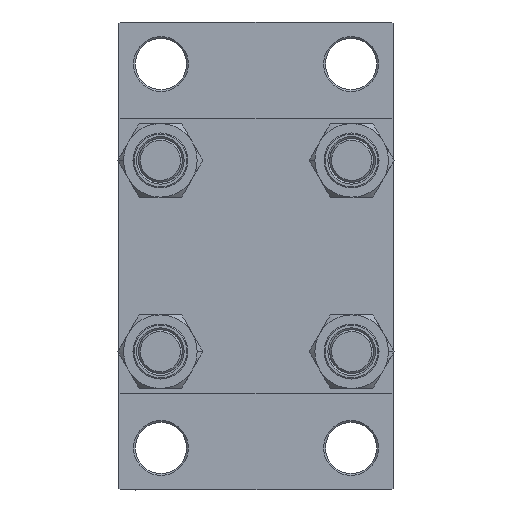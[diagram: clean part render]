
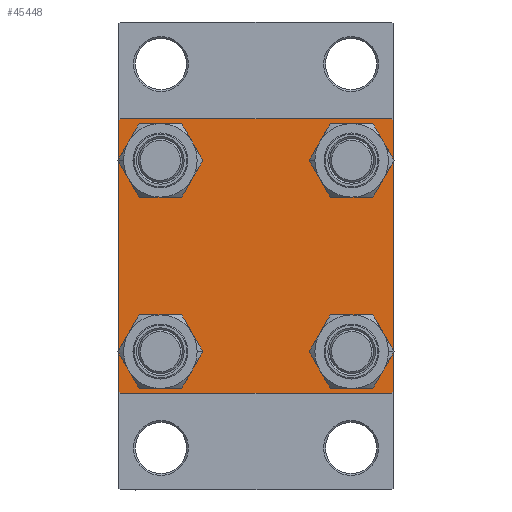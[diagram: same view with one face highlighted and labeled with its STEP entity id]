
A CAD part, left-side view. The second image highlights one B-rep face of the part: STEP entity #45448.
In plain terms, the highlighted planar face has unit normal (-1, 0, 0).
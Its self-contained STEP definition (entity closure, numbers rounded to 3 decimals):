
#66 = FACE_OUTER_BOUND ( 'NONE', #26958, .T. ) ;
#132 = EDGE_CURVE ( 'NONE', #33228, #34700, #11928, .T. ) ;
#466 = CARTESIAN_POINT ( 'NONE',  ( 0., 37., -37.5 ) ) ;
#764 = CARTESIAN_POINT ( 'NONE',  ( 0., -26.15, 26.15 ) ) ;
#1215 = CARTESIAN_POINT ( 'NONE',  ( 0., 26.15, 26.15 ) ) ;
#1253 = AXIS2_PLACEMENT_3D ( 'NONE', #27110, #30686, #41424 ) ;
#1348 = DIRECTION ( 'NONE',  ( 1., 0., 0. ) ) ;
#1365 = EDGE_CURVE ( 'NONE', #25526, #8159, #24620, .T. ) ;
#1405 = CARTESIAN_POINT ( 'NONE',  ( 0., 37.5, 37.5 ) ) ;
#1919 = VECTOR ( 'NONE', #17003, 1000. ) ;
#2340 = CARTESIAN_POINT ( 'NONE',  ( 0., 26.15, 32.65 ) ) ;
#3670 = CARTESIAN_POINT ( 'NONE',  ( 0., 0., 0. ) ) ;
#4737 = CARTESIAN_POINT ( 'NONE',  ( 0., 26.15, 19.65 ) ) ;
#4780 = CIRCLE ( 'NONE', #39857, 6.5 ) ;
#4998 = VERTEX_POINT ( 'NONE', #26034 ) ;
#5447 = DIRECTION ( 'NONE',  ( 0., 0., -1. ) ) ;
#5581 = CARTESIAN_POINT ( 'NONE',  ( 0., -37.25, 37.25 ) ) ;
#5945 = VERTEX_POINT ( 'NONE', #7186 ) ;
#6078 = DIRECTION ( 'NONE',  ( 0., 0.707, -0.707 ) ) ;
#6259 = ORIENTED_EDGE ( 'NONE', *, *, #20266, .T. ) ;
#6364 = DIRECTION ( 'NONE',  ( 0., -1., 0. ) ) ;
#6915 = CARTESIAN_POINT ( 'NONE',  ( 0., 26.15, -26.15 ) ) ;
#6996 = FACE_BOUND ( 'NONE', #44330, .T. ) ;
#7186 = CARTESIAN_POINT ( 'NONE',  ( 0., 26.15, -19.65 ) ) ;
#7412 = DIRECTION ( 'NONE',  ( 0., -0.707, 0.707 ) ) ;
#7721 = PLANE ( 'NONE',  #10234 ) ;
#7883 = DIRECTION ( 'NONE',  ( 1., 0., 0. ) ) ;
#8106 = VERTEX_POINT ( 'NONE', #466 ) ;
#8159 = VERTEX_POINT ( 'NONE', #41030 ) ;
#8635 = DIRECTION ( 'NONE',  ( 1., 0., 0. ) ) ;
#9150 = EDGE_CURVE ( 'NONE', #26538, #12211, #38291, .T. ) ;
#10234 = AXIS2_PLACEMENT_3D ( 'NONE', #3670, #39466, #14627 ) ;
#10532 = VERTEX_POINT ( 'NONE', #2340 ) ;
#10748 = CARTESIAN_POINT ( 'NONE',  ( 0., -37., 37.5 ) ) ;
#10925 = ORIENTED_EDGE ( 'NONE', *, *, #20877, .F. ) ;
#11195 = VECTOR ( 'NONE', #6364, 1000. ) ;
#11336 = CARTESIAN_POINT ( 'NONE',  ( 0., 37.5, -37.5 ) ) ;
#11769 = DIRECTION ( 'NONE',  ( 0., 0., 1. ) ) ;
#11864 = VERTEX_POINT ( 'NONE', #44229 ) ;
#11928 = LINE ( 'NONE', #22198, #42877 ) ;
#12084 = CARTESIAN_POINT ( 'NONE',  ( 0., -26.15, 19.65 ) ) ;
#12211 = VERTEX_POINT ( 'NONE', #10748 ) ;
#12478 = EDGE_LOOP ( 'NONE', ( #32734, #15517 ) ) ;
#13005 = CARTESIAN_POINT ( 'NONE',  ( 0., 37.25, 37.25 ) ) ;
#13188 = EDGE_CURVE ( 'NONE', #26109, #25083, #28593, .T. ) ;
#13267 = VERTEX_POINT ( 'NONE', #17610 ) ;
#13508 = DIRECTION ( 'NONE',  ( 0., -0.707, -0.707 ) ) ;
#13762 = CARTESIAN_POINT ( 'NONE',  ( 0., -37., -37.5 ) ) ;
#13975 = CARTESIAN_POINT ( 'NONE',  ( 0., 37.25, -37.25 ) ) ;
#14147 = CIRCLE ( 'NONE', #17178, 6.5 ) ;
#14231 = LINE ( 'NONE', #28798, #11195 ) ;
#14444 = EDGE_CURVE ( 'NONE', #24084, #11864, #31206, .T. ) ;
#14556 = EDGE_CURVE ( 'NONE', #8159, #25526, #14147, .T. ) ;
#14627 = DIRECTION ( 'NONE',  ( 0., 0., 1. ) ) ;
#14855 = ORIENTED_EDGE ( 'NONE', *, *, #20671, .T. ) ;
#15153 = LINE ( 'NONE', #11336, #29329 ) ;
#15517 = ORIENTED_EDGE ( 'NONE', *, *, #16950, .T. ) ;
#15541 = ORIENTED_EDGE ( 'NONE', *, *, #16042, .T. ) ;
#16042 = EDGE_CURVE ( 'NONE', #8106, #33228, #15153, .T. ) ;
#16596 = DIRECTION ( 'NONE',  ( 0., 0., 1. ) ) ;
#16950 = EDGE_CURVE ( 'NONE', #17234, #10532, #42294, .T. ) ;
#17003 = DIRECTION ( 'NONE',  ( 0., 0.707, 0.707 ) ) ;
#17178 = AXIS2_PLACEMENT_3D ( 'NONE', #31902, #21158, #46460 ) ;
#17234 = VERTEX_POINT ( 'NONE', #4737 ) ;
#17596 = VECTOR ( 'NONE', #40351, 1000. ) ;
#17610 = CARTESIAN_POINT ( 'NONE',  ( 0., 37., 37.5 ) ) ;
#18124 = CARTESIAN_POINT ( 'NONE',  ( 0., 37.5, 37. ) ) ;
#18276 = EDGE_CURVE ( 'NONE', #13267, #24084, #42582, .T. ) ;
#18906 = CARTESIAN_POINT ( 'NONE',  ( 0., -26.15, -32.65 ) ) ;
#19771 = DIRECTION ( 'NONE',  ( 1., 0., 0. ) ) ;
#19805 = AXIS2_PLACEMENT_3D ( 'NONE', #6915, #7883, #36521 ) ;
#19996 = CARTESIAN_POINT ( 'NONE',  ( 0., -26.15, -26.15 ) ) ;
#20026 = EDGE_CURVE ( 'NONE', #11864, #8106, #35947, .T. ) ;
#20194 = ORIENTED_EDGE ( 'NONE', *, *, #32909, .T. ) ;
#20266 = EDGE_CURVE ( 'NONE', #4998, #5945, #21825, .T. ) ;
#20671 = EDGE_CURVE ( 'NONE', #25083, #26109, #41662, .T. ) ;
#20877 = EDGE_CURVE ( 'NONE', #13267, #12211, #14231, .T. ) ;
#21064 = AXIS2_PLACEMENT_3D ( 'NONE', #19996, #19771, #34332 ) ;
#21158 = DIRECTION ( 'NONE',  ( 1., 0., 0. ) ) ;
#21210 = ORIENTED_EDGE ( 'NONE', *, *, #18276, .T. ) ;
#21825 = CIRCLE ( 'NONE', #1253, 6.5 ) ;
#22198 = CARTESIAN_POINT ( 'NONE',  ( 0., -37.25, -37.25 ) ) ;
#22518 = AXIS2_PLACEMENT_3D ( 'NONE', #1215, #44658, #40600 ) ;
#22750 = DIRECTION ( 'NONE',  ( 1., 0., 0. ) ) ;
#24084 = VERTEX_POINT ( 'NONE', #18124 ) ;
#24620 = CIRCLE ( 'NONE', #43689, 6.5 ) ;
#24904 = FACE_BOUND ( 'NONE', #41420, .T. ) ;
#25083 = VERTEX_POINT ( 'NONE', #32020 ) ;
#25133 = FACE_BOUND ( 'NONE', #12478, .T. ) ;
#25526 = VERTEX_POINT ( 'NONE', #12084 ) ;
#26034 = CARTESIAN_POINT ( 'NONE',  ( 0., 26.15, -32.65 ) ) ;
#26109 = VERTEX_POINT ( 'NONE', #18906 ) ;
#26310 = DIRECTION ( 'NONE',  ( 0., 0., 1. ) ) ;
#26386 = CARTESIAN_POINT ( 'NONE',  ( 0., -37.5, -37. ) ) ;
#26480 = ORIENTED_EDGE ( 'NONE', *, *, #1365, .T. ) ;
#26538 = VERTEX_POINT ( 'NONE', #41743 ) ;
#26958 = EDGE_LOOP ( 'NONE', ( #45670, #27604, #15541, #29063, #42107, #41364, #10925, #21210 ) ) ;
#27110 = CARTESIAN_POINT ( 'NONE',  ( 0., 26.15, -26.15 ) ) ;
#27604 = ORIENTED_EDGE ( 'NONE', *, *, #20026, .T. ) ;
#28593 = CIRCLE ( 'NONE', #30158, 6.5 ) ;
#28798 = CARTESIAN_POINT ( 'NONE',  ( 0., 37.5, 37.5 ) ) ;
#29063 = ORIENTED_EDGE ( 'NONE', *, *, #132, .T. ) ;
#29329 = VECTOR ( 'NONE', #43317, 1000. ) ;
#29843 = CARTESIAN_POINT ( 'NONE',  ( 0., -37.5, 37.5 ) ) ;
#29909 = CARTESIAN_POINT ( 'NONE',  ( 0., -26.15, -26.15 ) ) ;
#30158 = AXIS2_PLACEMENT_3D ( 'NONE', #29909, #22750, #11769 ) ;
#30686 = DIRECTION ( 'NONE',  ( 1., 0., 0. ) ) ;
#31206 = LINE ( 'NONE', #1405, #45308 ) ;
#31902 = CARTESIAN_POINT ( 'NONE',  ( 0., -26.15, 26.15 ) ) ;
#32020 = CARTESIAN_POINT ( 'NONE',  ( 0., -26.15, -19.65 ) ) ;
#32403 = VECTOR ( 'NONE', #6078, 1000. ) ;
#32734 = ORIENTED_EDGE ( 'NONE', *, *, #41337, .T. ) ;
#32909 = EDGE_CURVE ( 'NONE', #5945, #4998, #40397, .T. ) ;
#33228 = VERTEX_POINT ( 'NONE', #13762 ) ;
#34332 = DIRECTION ( 'NONE',  ( 0., 0., 1. ) ) ;
#34700 = VERTEX_POINT ( 'NONE', #26386 ) ;
#35396 = EDGE_CURVE ( 'NONE', #26538, #34700, #44646, .T. ) ;
#35947 = LINE ( 'NONE', #13975, #38587 ) ;
#36120 = FACE_BOUND ( 'NONE', #37575, .T. ) ;
#36521 = DIRECTION ( 'NONE',  ( 0., 0., 1. ) ) ;
#36580 = ORIENTED_EDGE ( 'NONE', *, *, #14556, .T. ) ;
#37575 = EDGE_LOOP ( 'NONE', ( #20194, #6259 ) ) ;
#38291 = LINE ( 'NONE', #5581, #1919 ) ;
#38587 = VECTOR ( 'NONE', #13508, 1000. ) ;
#39466 = DIRECTION ( 'NONE',  ( -1., 0., 0. ) ) ;
#39857 = AXIS2_PLACEMENT_3D ( 'NONE', #41677, #1348, #16596 ) ;
#40351 = DIRECTION ( 'NONE',  ( 0., 0., -1. ) ) ;
#40397 = CIRCLE ( 'NONE', #19805, 6.5 ) ;
#40600 = DIRECTION ( 'NONE',  ( 0., 0., 1. ) ) ;
#41030 = CARTESIAN_POINT ( 'NONE',  ( 0., -26.15, 32.65 ) ) ;
#41337 = EDGE_CURVE ( 'NONE', #10532, #17234, #4780, .T. ) ;
#41364 = ORIENTED_EDGE ( 'NONE', *, *, #9150, .T. ) ;
#41420 = EDGE_LOOP ( 'NONE', ( #36580, #26480 ) ) ;
#41424 = DIRECTION ( 'NONE',  ( 0., 0., 1. ) ) ;
#41662 = CIRCLE ( 'NONE', #21064, 6.5 ) ;
#41677 = CARTESIAN_POINT ( 'NONE',  ( 0., 26.15, 26.15 ) ) ;
#41743 = CARTESIAN_POINT ( 'NONE',  ( 0., -37.5, 37. ) ) ;
#42107 = ORIENTED_EDGE ( 'NONE', *, *, #35396, .F. ) ;
#42294 = CIRCLE ( 'NONE', #22518, 6.5 ) ;
#42582 = LINE ( 'NONE', #13005, #32403 ) ;
#42877 = VECTOR ( 'NONE', #7412, 1000. ) ;
#43317 = DIRECTION ( 'NONE',  ( 0., -1., 0. ) ) ;
#43689 = AXIS2_PLACEMENT_3D ( 'NONE', #764, #8635, #26310 ) ;
#44229 = CARTESIAN_POINT ( 'NONE',  ( 0., 37.5, -37. ) ) ;
#44330 = EDGE_LOOP ( 'NONE', ( #14855, #45061 ) ) ;
#44646 = LINE ( 'NONE', #29843, #17596 ) ;
#44658 = DIRECTION ( 'NONE',  ( 1., 0., 0. ) ) ;
#45061 = ORIENTED_EDGE ( 'NONE', *, *, #13188, .T. ) ;
#45308 = VECTOR ( 'NONE', #5447, 1000. ) ;
#45448 = ADVANCED_FACE ( 'NONE', ( #24904, #6996, #36120, #25133, #66 ), #7721, .T. ) ;
#45670 = ORIENTED_EDGE ( 'NONE', *, *, #14444, .T. ) ;
#46460 = DIRECTION ( 'NONE',  ( 0., 0., 1. ) ) ;
